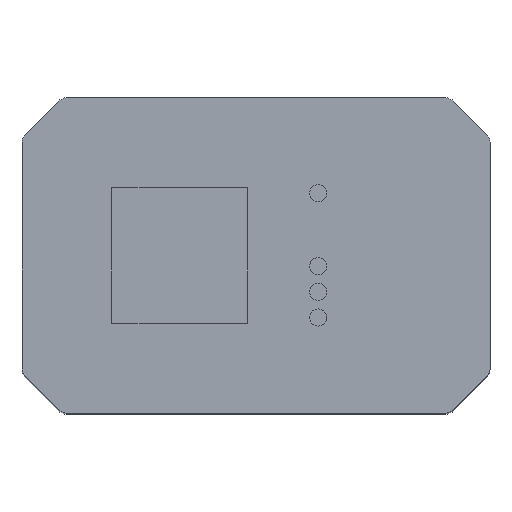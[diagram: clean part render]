
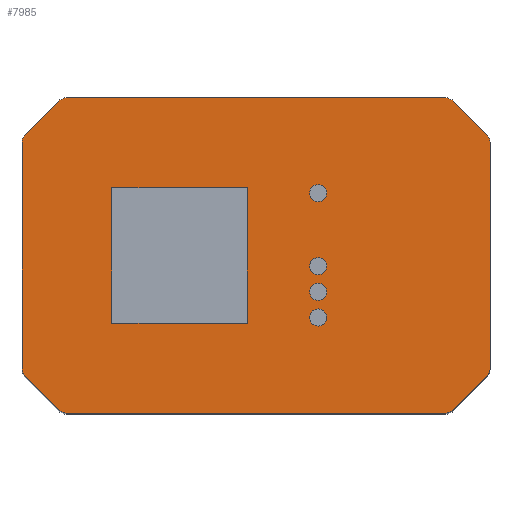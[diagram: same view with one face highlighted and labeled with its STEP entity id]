
A CAD part, top view. The second image highlights one B-rep face of the part: STEP entity #7985.
In plain terms, the highlighted planar face has unit normal (0, 0, 1).
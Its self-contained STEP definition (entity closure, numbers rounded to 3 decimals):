
#134=FACE_BOUND('',#1018,.T.);
#135=FACE_BOUND('',#1019,.T.);
#136=FACE_BOUND('',#1020,.T.);
#137=FACE_BOUND('',#1021,.T.);
#138=FACE_BOUND('',#1022,.T.);
#301=PLANE('',#8537);
#576=FACE_OUTER_BOUND('',#1017,.T.);
#1017=EDGE_LOOP('',(#5854,#5855,#5856,#5857,#5858,#5859,#5860,#5861,#5862,
#5863,#5864,#5865,#5866,#5867,#5868,#5869));
#1018=EDGE_LOOP('',(#5870,#5871,#5872,#5873));
#1019=EDGE_LOOP('',(#5874));
#1020=EDGE_LOOP('',(#5875));
#1021=EDGE_LOOP('',(#5876));
#1022=EDGE_LOOP('',(#5877));
#1666=LINE('',#12075,#2480);
#1669=LINE('',#12081,#2483);
#1670=LINE('',#12085,#2484);
#1671=LINE('',#12089,#2485);
#1672=LINE('',#12093,#2486);
#1673=LINE('',#12097,#2487);
#1674=LINE('',#12101,#2488);
#1675=LINE('',#12105,#2489);
#1676=LINE('',#12109,#2490);
#1677=LINE('',#12111,#2491);
#1678=LINE('',#12113,#2492);
#1679=LINE('',#12114,#2493);
#2480=VECTOR('',#9678,10.);
#2483=VECTOR('',#9683,10.);
#2484=VECTOR('',#9686,10.);
#2485=VECTOR('',#9689,10.);
#2486=VECTOR('',#9692,10.);
#2487=VECTOR('',#9695,10.);
#2488=VECTOR('',#9698,10.);
#2489=VECTOR('',#9701,10.);
#2490=VECTOR('',#9704,10.);
#2491=VECTOR('',#9705,10.);
#2492=VECTOR('',#9706,10.);
#2493=VECTOR('',#9707,10.);
#3146=CIRCLE('',#8534,2.);
#3148=CIRCLE('',#8538,2.);
#3149=CIRCLE('',#8539,2.);
#3150=CIRCLE('',#8540,2.);
#3151=CIRCLE('',#8541,2.);
#3152=CIRCLE('',#8542,2.);
#3153=CIRCLE('',#8543,2.);
#3154=CIRCLE('',#8544,2.);
#3155=CIRCLE('',#8545,1.5);
#3156=CIRCLE('',#8546,1.5);
#3157=CIRCLE('',#8547,1.5);
#3158=CIRCLE('',#8548,1.5);
#3597=VERTEX_POINT('',#12065);
#3598=VERTEX_POINT('',#12066);
#3601=VERTEX_POINT('',#12074);
#3603=VERTEX_POINT('',#12080);
#3604=VERTEX_POINT('',#12082);
#3605=VERTEX_POINT('',#12084);
#3606=VERTEX_POINT('',#12086);
#3607=VERTEX_POINT('',#12088);
#3608=VERTEX_POINT('',#12090);
#3609=VERTEX_POINT('',#12092);
#3610=VERTEX_POINT('',#12094);
#3611=VERTEX_POINT('',#12096);
#3612=VERTEX_POINT('',#12098);
#3613=VERTEX_POINT('',#12100);
#3614=VERTEX_POINT('',#12102);
#3615=VERTEX_POINT('',#12104);
#3616=VERTEX_POINT('',#12107);
#3617=VERTEX_POINT('',#12108);
#3618=VERTEX_POINT('',#12110);
#3619=VERTEX_POINT('',#12112);
#3620=VERTEX_POINT('',#12115);
#3621=VERTEX_POINT('',#12117);
#3622=VERTEX_POINT('',#12119);
#3623=VERTEX_POINT('',#12121);
#4454=EDGE_CURVE('',#3597,#3598,#3146,.T.);
#4458=EDGE_CURVE('',#3598,#3601,#1666,.T.);
#4461=EDGE_CURVE('',#3597,#3603,#1669,.T.);
#4462=EDGE_CURVE('',#3604,#3603,#3148,.T.);
#4463=EDGE_CURVE('',#3605,#3604,#1670,.T.);
#4464=EDGE_CURVE('',#3606,#3605,#3149,.T.);
#4465=EDGE_CURVE('',#3606,#3607,#1671,.T.);
#4466=EDGE_CURVE('',#3608,#3607,#3150,.T.);
#4467=EDGE_CURVE('',#3609,#3608,#1672,.T.);
#4468=EDGE_CURVE('',#3610,#3609,#3151,.T.);
#4469=EDGE_CURVE('',#3610,#3611,#1673,.T.);
#4470=EDGE_CURVE('',#3612,#3611,#3152,.T.);
#4471=EDGE_CURVE('',#3613,#3612,#1674,.T.);
#4472=EDGE_CURVE('',#3614,#3613,#3153,.T.);
#4473=EDGE_CURVE('',#3614,#3615,#1675,.T.);
#4474=EDGE_CURVE('',#3601,#3615,#3154,.T.);
#4475=EDGE_CURVE('',#3616,#3617,#1676,.T.);
#4476=EDGE_CURVE('',#3617,#3618,#1677,.T.);
#4477=EDGE_CURVE('',#3618,#3619,#1678,.T.);
#4478=EDGE_CURVE('',#3619,#3616,#1679,.T.);
#4479=EDGE_CURVE('',#3620,#3620,#3155,.T.);
#4480=EDGE_CURVE('',#3621,#3621,#3156,.T.);
#4481=EDGE_CURVE('',#3622,#3622,#3157,.T.);
#4482=EDGE_CURVE('',#3623,#3623,#3158,.T.);
#5854=ORIENTED_EDGE('',*,*,#4454,.F.);
#5855=ORIENTED_EDGE('',*,*,#4461,.T.);
#5856=ORIENTED_EDGE('',*,*,#4462,.F.);
#5857=ORIENTED_EDGE('',*,*,#4463,.F.);
#5858=ORIENTED_EDGE('',*,*,#4464,.F.);
#5859=ORIENTED_EDGE('',*,*,#4465,.T.);
#5860=ORIENTED_EDGE('',*,*,#4466,.F.);
#5861=ORIENTED_EDGE('',*,*,#4467,.F.);
#5862=ORIENTED_EDGE('',*,*,#4468,.F.);
#5863=ORIENTED_EDGE('',*,*,#4469,.T.);
#5864=ORIENTED_EDGE('',*,*,#4470,.F.);
#5865=ORIENTED_EDGE('',*,*,#4471,.F.);
#5866=ORIENTED_EDGE('',*,*,#4472,.F.);
#5867=ORIENTED_EDGE('',*,*,#4473,.T.);
#5868=ORIENTED_EDGE('',*,*,#4474,.F.);
#5869=ORIENTED_EDGE('',*,*,#4458,.F.);
#5870=ORIENTED_EDGE('',*,*,#4475,.T.);
#5871=ORIENTED_EDGE('',*,*,#4476,.T.);
#5872=ORIENTED_EDGE('',*,*,#4477,.T.);
#5873=ORIENTED_EDGE('',*,*,#4478,.T.);
#5874=ORIENTED_EDGE('',*,*,#4479,.T.);
#5875=ORIENTED_EDGE('',*,*,#4480,.T.);
#5876=ORIENTED_EDGE('',*,*,#4481,.T.);
#5877=ORIENTED_EDGE('',*,*,#4482,.T.);
#7985=ADVANCED_FACE('',(#576,#134,#135,#136,#137,#138),#301,.T.);
#8534=AXIS2_PLACEMENT_3D('',#12067,#9670,#9671);
#8537=AXIS2_PLACEMENT_3D('',#12079,#9681,#9682);
#8538=AXIS2_PLACEMENT_3D('',#12083,#9684,#9685);
#8539=AXIS2_PLACEMENT_3D('',#12087,#9687,#9688);
#8540=AXIS2_PLACEMENT_3D('',#12091,#9690,#9691);
#8541=AXIS2_PLACEMENT_3D('',#12095,#9693,#9694);
#8542=AXIS2_PLACEMENT_3D('',#12099,#9696,#9697);
#8543=AXIS2_PLACEMENT_3D('',#12103,#9699,#9700);
#8544=AXIS2_PLACEMENT_3D('',#12106,#9702,#9703);
#8545=AXIS2_PLACEMENT_3D('',#12116,#9708,#9709);
#8546=AXIS2_PLACEMENT_3D('',#12118,#9710,#9711);
#8547=AXIS2_PLACEMENT_3D('',#12120,#9712,#9713);
#8548=AXIS2_PLACEMENT_3D('',#12122,#9714,#9715);
#9670=DIRECTION('center_axis',(0.,0.,-1.));
#9671=DIRECTION('ref_axis',(0.924,-0.383,0.));
#9678=DIRECTION('',(-0.707,-0.707,0.));
#9681=DIRECTION('center_axis',(0.,0.,1.));
#9682=DIRECTION('ref_axis',(1.,0.,0.));
#9683=DIRECTION('',(0.,1.,0.));
#9684=DIRECTION('center_axis',(0.,0.,-1.));
#9685=DIRECTION('ref_axis',(0.924,0.383,0.));
#9686=DIRECTION('',(0.707,-0.707,0.));
#9687=DIRECTION('center_axis',(0.,0.,-1.));
#9688=DIRECTION('ref_axis',(0.383,0.924,0.));
#9689=DIRECTION('',(-1.,0.,0.));
#9690=DIRECTION('center_axis',(0.,0.,-1.));
#9691=DIRECTION('ref_axis',(-0.383,0.924,0.));
#9692=DIRECTION('',(0.707,0.707,0.));
#9693=DIRECTION('center_axis',(0.,0.,-1.));
#9694=DIRECTION('ref_axis',(-0.924,0.383,0.));
#9695=DIRECTION('',(0.,-1.,0.));
#9696=DIRECTION('center_axis',(0.,0.,-1.));
#9697=DIRECTION('ref_axis',(-0.924,-0.383,0.));
#9698=DIRECTION('',(-0.707,0.707,0.));
#9699=DIRECTION('center_axis',(0.,0.,-1.));
#9700=DIRECTION('ref_axis',(-0.383,-0.924,0.));
#9701=DIRECTION('',(1.,0.,0.));
#9702=DIRECTION('center_axis',(0.,0.,-1.));
#9703=DIRECTION('ref_axis',(0.383,-0.924,0.));
#9704=DIRECTION('',(0.,-1.,0.));
#9705=DIRECTION('',(-1.,0.,0.));
#9706=DIRECTION('',(0.,1.,0.));
#9707=DIRECTION('',(1.,0.,0.));
#9708=DIRECTION('center_axis',(0.,0.,-1.));
#9709=DIRECTION('ref_axis',(-1.,0.,0.));
#9710=DIRECTION('center_axis',(0.,0.,-1.));
#9711=DIRECTION('ref_axis',(-1.,0.,0.));
#9712=DIRECTION('center_axis',(0.,0.,-1.));
#9713=DIRECTION('ref_axis',(-1.,0.,0.));
#9714=DIRECTION('center_axis',(0.,0.,-1.));
#9715=DIRECTION('ref_axis',(-1.,0.,0.));
#12065=CARTESIAN_POINT('',(41.,-18.751,1.));
#12066=CARTESIAN_POINT('',(40.414,-20.166,1.));
#12067=CARTESIAN_POINT('Origin',(39.,-18.751,1.));
#12074=CARTESIAN_POINT('',(34.586,-25.994,1.));
#12075=CARTESIAN_POINT('',(34.156,-26.424,1.));
#12079=CARTESIAN_POINT('Origin',(0.,1.045,1.));
#12080=CARTESIAN_POINT('',(41.,20.842,1.));
#12081=CARTESIAN_POINT('',(41.,28.67,1.));
#12082=CARTESIAN_POINT('',(40.414,22.256,1.));
#12083=CARTESIAN_POINT('Origin',(39.,20.842,1.));
#12084=CARTESIAN_POINT('',(34.586,28.084,1.));
#12085=CARTESIAN_POINT('',(34.156,28.514,1.));
#12086=CARTESIAN_POINT('',(33.172,28.67,1.));
#12087=CARTESIAN_POINT('Origin',(33.172,26.67,1.));
#12088=CARTESIAN_POINT('',(-33.172,28.67,1.));
#12089=CARTESIAN_POINT('',(-41.,28.67,1.));
#12090=CARTESIAN_POINT('',(-34.586,28.084,1.));
#12091=CARTESIAN_POINT('Origin',(-33.172,26.67,1.));
#12092=CARTESIAN_POINT('',(-40.414,22.256,1.));
#12093=CARTESIAN_POINT('',(-34.156,28.514,1.));
#12094=CARTESIAN_POINT('',(-41.,20.842,1.));
#12095=CARTESIAN_POINT('Origin',(-39.,20.842,1.));
#12096=CARTESIAN_POINT('',(-41.,-18.751,1.));
#12097=CARTESIAN_POINT('',(-41.,-26.58,1.));
#12098=CARTESIAN_POINT('',(-40.414,-20.166,1.));
#12099=CARTESIAN_POINT('Origin',(-39.,-18.751,1.));
#12100=CARTESIAN_POINT('',(-34.586,-25.994,1.));
#12101=CARTESIAN_POINT('',(-34.156,-26.424,1.));
#12102=CARTESIAN_POINT('',(-33.172,-26.58,1.));
#12103=CARTESIAN_POINT('Origin',(-33.172,-24.58,1.));
#12104=CARTESIAN_POINT('',(33.172,-26.58,1.));
#12105=CARTESIAN_POINT('',(41.,-26.58,1.));
#12106=CARTESIAN_POINT('Origin',(33.172,-24.58,1.));
#12107=CARTESIAN_POINT('',(-1.5,12.92,1.));
#12108=CARTESIAN_POINT('',(-1.5,-10.83,1.));
#12109=CARTESIAN_POINT('',(-1.5,-4.892,1.));
#12110=CARTESIAN_POINT('',(-25.25,-10.83,1.));
#12111=CARTESIAN_POINT('',(-12.625,-10.83,1.));
#12112=CARTESIAN_POINT('',(-25.25,12.92,1.));
#12113=CARTESIAN_POINT('',(-25.25,6.983,1.));
#12114=CARTESIAN_POINT('',(-0.75,12.92,1.));
#12115=CARTESIAN_POINT('',(12.4,-0.83,1.));
#12116=CARTESIAN_POINT('Origin',(10.9,-0.83,1.));
#12117=CARTESIAN_POINT('',(12.4,11.97,1.));
#12118=CARTESIAN_POINT('Origin',(10.9,11.97,1.));
#12119=CARTESIAN_POINT('',(12.4,-5.33,1.));
#12120=CARTESIAN_POINT('Origin',(10.9,-5.33,1.));
#12121=CARTESIAN_POINT('',(12.4,-9.83,1.));
#12122=CARTESIAN_POINT('Origin',(10.9,-9.83,1.));
